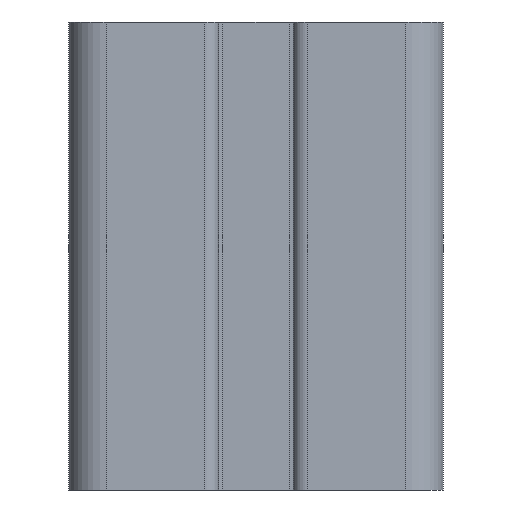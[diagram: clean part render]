
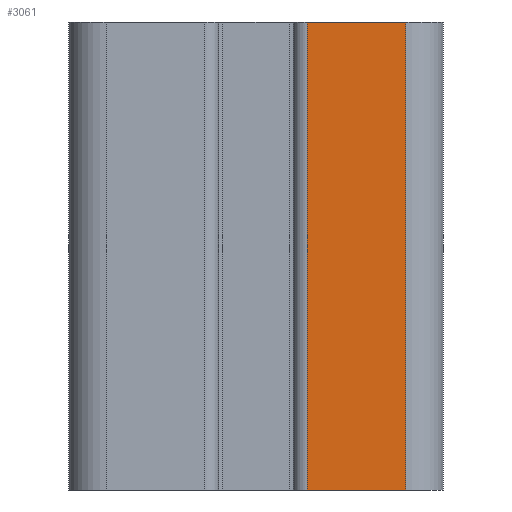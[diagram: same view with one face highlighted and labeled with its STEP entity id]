
A CAD part, front view. The second image highlights one B-rep face of the part: STEP entity #3061.
In plain terms, the highlighted planar face has unit normal (0, -1, 0).
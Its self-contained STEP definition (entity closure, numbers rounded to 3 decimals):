
#110 = CARTESIAN_POINT ( 'NONE',  ( 16., -20., -25. ) ) ;
#123 = EDGE_LOOP ( 'NONE', ( #4311, #4884, #3843, #639 ) ) ;
#220 = DIRECTION ( 'NONE',  ( 0., 0., -1. ) ) ;
#261 = VERTEX_POINT ( 'NONE', #1174 ) ;
#639 = ORIENTED_EDGE ( 'NONE', *, *, #2006, .T. ) ;
#776 = EDGE_CURVE ( 'NONE', #3941, #1931, #3424, .T. ) ;
#910 = PLANE ( 'NONE',  #1314 ) ;
#1057 = LINE ( 'NONE', #1421, #5123 ) ;
#1174 = CARTESIAN_POINT ( 'NONE',  ( 16., -20., -25. ) ) ;
#1314 = AXIS2_PLACEMENT_3D ( 'NONE', #2918, #4501, #2114 ) ;
#1364 = DIRECTION ( 'NONE',  ( 0., 0., -1. ) ) ;
#1421 = CARTESIAN_POINT ( 'NONE',  ( 5.5, -20., 25. ) ) ;
#1422 = EDGE_CURVE ( 'NONE', #2094, #261, #4840, .T. ) ;
#1709 = CARTESIAN_POINT ( 'NONE',  ( 16., -20., 25. ) ) ;
#1931 = VERTEX_POINT ( 'NONE', #1709 ) ;
#2006 = EDGE_CURVE ( 'NONE', #3941, #2094, #1057, .T. ) ;
#2094 = VERTEX_POINT ( 'NONE', #4392 ) ;
#2114 = DIRECTION ( 'NONE',  ( 0., 0., 1. ) ) ;
#2918 = CARTESIAN_POINT ( 'NONE',  ( 16., -20., 25. ) ) ;
#3047 = LINE ( 'NONE', #4327, #4503 ) ;
#3061 = ADVANCED_FACE ( 'NONE', ( #4902 ), #910, .F. ) ;
#3351 = DIRECTION ( 'NONE',  ( 1., 0., 0. ) ) ;
#3424 = LINE ( 'NONE', #5022, #4991 ) ;
#3687 = CARTESIAN_POINT ( 'NONE',  ( 5.5, -20., 25. ) ) ;
#3753 = EDGE_CURVE ( 'NONE', #1931, #261, #3047, .T. ) ;
#3843 = ORIENTED_EDGE ( 'NONE', *, *, #776, .F. ) ;
#3941 = VERTEX_POINT ( 'NONE', #3687 ) ;
#4311 = ORIENTED_EDGE ( 'NONE', *, *, #1422, .T. ) ;
#4327 = CARTESIAN_POINT ( 'NONE',  ( 16., -20., 25. ) ) ;
#4392 = CARTESIAN_POINT ( 'NONE',  ( 5.5, -20., -25. ) ) ;
#4501 = DIRECTION ( 'NONE',  ( 0., 1., 0. ) ) ;
#4503 = VECTOR ( 'NONE', #220, 1000. ) ;
#4793 = VECTOR ( 'NONE', #3351, 1000. ) ;
#4840 = LINE ( 'NONE', #110, #4793 ) ;
#4884 = ORIENTED_EDGE ( 'NONE', *, *, #3753, .F. ) ;
#4902 = FACE_OUTER_BOUND ( 'NONE', #123, .T. ) ;
#4991 = VECTOR ( 'NONE', #5129, 1000. ) ;
#5022 = CARTESIAN_POINT ( 'NONE',  ( 16., -20., 25. ) ) ;
#5123 = VECTOR ( 'NONE', #1364, 1000. ) ;
#5129 = DIRECTION ( 'NONE',  ( 1., 0., 0. ) ) ;
